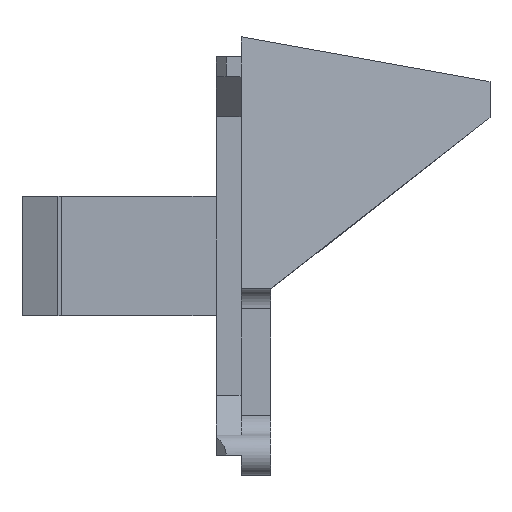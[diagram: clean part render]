
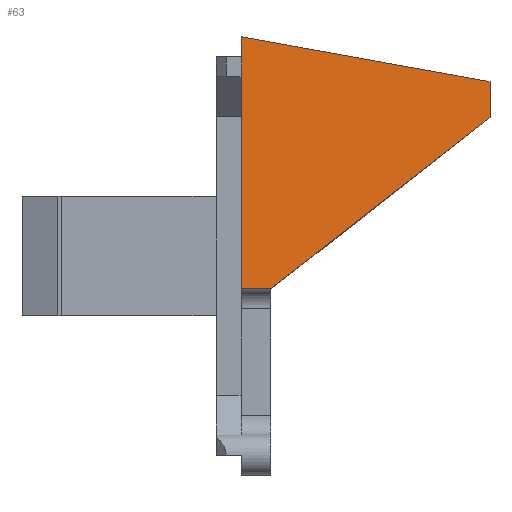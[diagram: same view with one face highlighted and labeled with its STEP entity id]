
A CAD part, top view. The second image highlights one B-rep face of the part: STEP entity #63.
In plain terms, the highlighted planar face has unit normal (0.137, 0, 0.991).
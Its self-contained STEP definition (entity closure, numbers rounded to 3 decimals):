
#63=ADVANCED_FACE('',(#142),#105,.F.);
#105=PLANE('',#859);
#142=FACE_OUTER_BOUND('',#182,.T.);
#182=EDGE_LOOP('',(#226,#227,#228,#229,#230,#231,#232));
#226=ORIENTED_EDGE('',*,*,#534,.T.);
#227=ORIENTED_EDGE('',*,*,#535,.F.);
#228=ORIENTED_EDGE('',*,*,#536,.T.);
#229=ORIENTED_EDGE('',*,*,#537,.F.);
#230=ORIENTED_EDGE('',*,*,#538,.T.);
#231=ORIENTED_EDGE('',*,*,#539,.T.);
#232=ORIENTED_EDGE('',*,*,#540,.T.);
#458=VERTEX_POINT('',#1129);
#459=VERTEX_POINT('',#1130);
#460=VERTEX_POINT('',#1132);
#461=VERTEX_POINT('',#1134);
#462=VERTEX_POINT('',#1136);
#463=VERTEX_POINT('',#1138);
#464=VERTEX_POINT('',#1140);
#534=EDGE_CURVE('',#458,#459,#650,.T.);
#535=EDGE_CURVE('',#460,#459,#651,.T.);
#536=EDGE_CURVE('',#460,#461,#652,.T.);
#537=EDGE_CURVE('',#462,#461,#653,.T.);
#538=EDGE_CURVE('',#462,#463,#654,.T.);
#539=EDGE_CURVE('',#463,#464,#655,.T.);
#540=EDGE_CURVE('',#464,#458,#656,.T.);
#650=LINE('',#1128,#754);
#651=LINE('',#1131,#755);
#652=LINE('',#1133,#756);
#653=LINE('',#1135,#757);
#654=LINE('',#1137,#758);
#655=LINE('',#1139,#759);
#656=LINE('',#1141,#760);
#754=VECTOR('',#915,1.);
#755=VECTOR('',#916,1.);
#756=VECTOR('',#917,1.);
#757=VECTOR('',#918,1.);
#758=VECTOR('',#919,1.);
#759=VECTOR('',#920,1.);
#760=VECTOR('',#921,1.);
#859=AXIS2_PLACEMENT_3D('',#1142,#922,#923);
#915=DIRECTION('',(0.783,0.612,-0.108));
#916=DIRECTION('',(0.,-1.,0.));
#917=DIRECTION('',(-0.975,0.176,0.135));
#918=DIRECTION('',(0.,1.,0.));
#919=DIRECTION('',(0.,-1.,0.));
#920=DIRECTION('',(0.,-1.,0.));
#921=DIRECTION('',(0.991,0.,-0.137));
#922=DIRECTION('',(-0.137,0.,-0.991));
#923=DIRECTION('',(0.,-1.,0.));
#1128=CARTESIAN_POINT('',(19.335,-1.741,-27.684));
#1129=CARTESIAN_POINT('',(25.,2.685,-28.466));
#1130=CARTESIAN_POINT('',(47.,19.873,-31.5));
#1131=CARTESIAN_POINT('',(47.,6.,-31.5));
#1132=CARTESIAN_POINT('',(47.,23.5,-31.5));
#1133=CARTESIAN_POINT('',(22.917,27.835,-28.178));
#1134=CARTESIAN_POINT('',(22.,28.,-28.052));
#1135=CARTESIAN_POINT('',(22.,0.,-28.052));
#1136=CARTESIAN_POINT('',(22.,26.,-28.052));
#1137=CARTESIAN_POINT('',(22.,0.,-28.052));
#1138=CARTESIAN_POINT('',(22.,24.,-28.052));
#1139=CARTESIAN_POINT('',(22.,0.,-28.052));
#1140=CARTESIAN_POINT('',(22.,2.685,-28.052));
#1141=CARTESIAN_POINT('',(18.,2.685,-27.5));
#1142=CARTESIAN_POINT('',(18.,0.,-27.5));
